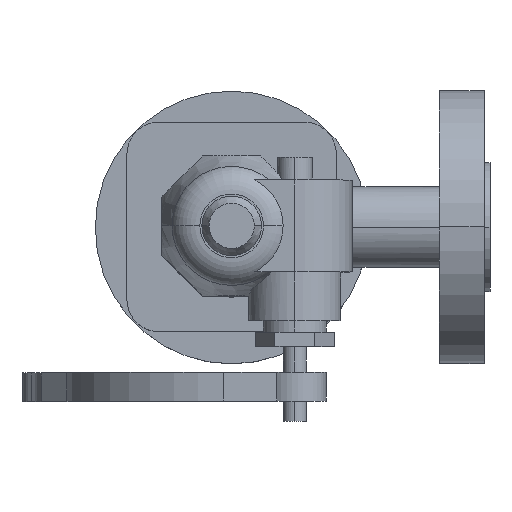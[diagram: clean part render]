
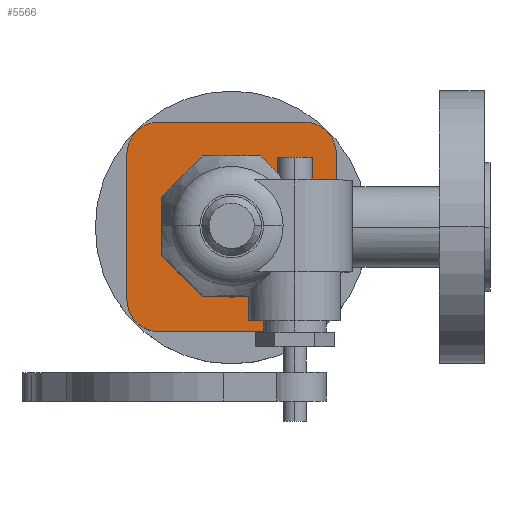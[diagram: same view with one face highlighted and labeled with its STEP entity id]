
A CAD part, top view. The second image highlights one B-rep face of the part: STEP entity #5566.
In plain terms, the highlighted planar face has unit normal (0, 0, 1).
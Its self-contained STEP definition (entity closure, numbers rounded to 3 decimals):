
#5370=CARTESIAN_POINT('',(25.456,36.456,143.73));
#5371=VERTEX_POINT('',#5370);
#5378=CARTESIAN_POINT('',(36.456,25.456,143.73));
#5379=VERTEX_POINT('',#5378);
#5380=CARTESIAN_POINT('',(25.456,25.456,143.73));
#5381=DIRECTION('',(-0.,-0.,1.));
#5382=DIRECTION('',(1.,0.,0.));
#5383=AXIS2_PLACEMENT_3D('',#5380,#5381,#5382);
#5384=CIRCLE('',#5383,11.);
#5385=EDGE_CURVE('',#5379,#5371,#5384,.T.);
#5403=CARTESIAN_POINT('',(36.456,-25.456,143.73));
#5404=VERTEX_POINT('',#5403);
#5405=CARTESIAN_POINT('',(36.456,-25.456,143.73));
#5406=DIRECTION('',(-0.,1.,0.));
#5407=VECTOR('',#5406,50.912);
#5408=LINE('',#5405,#5407);
#5409=EDGE_CURVE('',#5404,#5379,#5408,.T.);
#5427=CARTESIAN_POINT('',(25.456,-36.456,143.73));
#5428=VERTEX_POINT('',#5427);
#5429=CARTESIAN_POINT('',(25.456,-25.456,143.73));
#5430=DIRECTION('',(-0.,-0.,1.));
#5431=DIRECTION('',(0.,-1.,-0.));
#5432=AXIS2_PLACEMENT_3D('',#5429,#5430,#5431);
#5433=CIRCLE('',#5432,11.);
#5434=EDGE_CURVE('',#5428,#5404,#5433,.T.);
#5452=CARTESIAN_POINT('',(-25.456,-36.456,143.73));
#5453=VERTEX_POINT('',#5452);
#5454=CARTESIAN_POINT('',(-25.456,-36.456,143.73));
#5455=DIRECTION('',(1.,-0.,-0.));
#5456=VECTOR('',#5455,50.912);
#5457=LINE('',#5454,#5456);
#5458=EDGE_CURVE('',#5453,#5428,#5457,.T.);
#5476=CARTESIAN_POINT('',(-36.456,-25.456,143.73));
#5477=VERTEX_POINT('',#5476);
#5478=CARTESIAN_POINT('',(-25.456,-25.456,143.73));
#5479=DIRECTION('',(-0.,-0.,1.));
#5480=DIRECTION('',(-1.,0.,0.));
#5481=AXIS2_PLACEMENT_3D('',#5478,#5479,#5480);
#5482=CIRCLE('',#5481,11.);
#5483=EDGE_CURVE('',#5477,#5453,#5482,.T.);
#5500=CARTESIAN_POINT('',(-25.456,36.456,143.73));
#5501=VERTEX_POINT('',#5500);
#5508=CARTESIAN_POINT('',(25.456,36.456,143.73));
#5509=DIRECTION('',(-1.,-0.,-0.));
#5510=VECTOR('',#5509,50.912);
#5511=LINE('',#5508,#5510);
#5512=EDGE_CURVE('',#5371,#5501,#5511,.T.);
#5518=CARTESIAN_POINT('',(36.25,-0.,143.73));
#5519=DIRECTION('',(0.,-0.,1.));
#5520=DIRECTION('',(1.,0.,-0.));
#5521=AXIS2_PLACEMENT_3D('',#5518,#5519,#5520);
#5522=PLANE('',#5521);
#5523=ORIENTED_EDGE('',*,*,#5483,.T.);
#5524=ORIENTED_EDGE('',*,*,#5458,.T.);
#5525=ORIENTED_EDGE('',*,*,#5434,.T.);
#5526=ORIENTED_EDGE('',*,*,#5409,.T.);
#5527=ORIENTED_EDGE('',*,*,#5385,.T.);
#5528=ORIENTED_EDGE('',*,*,#5512,.T.);
#5529=CARTESIAN_POINT('',(-36.456,25.456,143.73));
#5530=VERTEX_POINT('',#5529);
#5531=CARTESIAN_POINT('',(-25.456,25.456,143.73));
#5532=DIRECTION('',(-0.,-0.,1.));
#5533=DIRECTION('',(0.,1.,0.));
#5534=AXIS2_PLACEMENT_3D('',#5531,#5532,#5533);
#5535=CIRCLE('',#5534,11.);
#5536=EDGE_CURVE('',#5501,#5530,#5535,.T.);
#5537=ORIENTED_EDGE('',*,*,#5536,.T.);
#5538=CARTESIAN_POINT('',(-36.456,25.456,143.73));
#5539=DIRECTION('',(0.,-1.,-0.));
#5540=VECTOR('',#5539,50.912);
#5541=LINE('',#5538,#5540);
#5542=EDGE_CURVE('',#5530,#5477,#5541,.T.);
#5543=ORIENTED_EDGE('',*,*,#5542,.T.);
#5544=EDGE_LOOP('',(#5523,#5524,#5525,#5526,#5527,#5528,#5537,#5543));
#5545=FACE_BOUND('',#5544,.T.);
#5546=CARTESIAN_POINT('',(24.5,-0.,143.73));
#5547=VERTEX_POINT('',#5546);
#5548=CARTESIAN_POINT('',(-24.5,-0.,143.73));
#5549=VERTEX_POINT('',#5548);
#5550=CARTESIAN_POINT('',(0.,-0.,143.73));
#5551=DIRECTION('',(-0.,-0.,1.));
#5552=DIRECTION('',(1.,0.,0.));
#5553=AXIS2_PLACEMENT_3D('',#5550,#5551,#5552);
#5554=CIRCLE('',#5553,24.5);
#5555=EDGE_CURVE('',#5547,#5549,#5554,.T.);
#5556=ORIENTED_EDGE('',*,*,#5555,.F.);
#5557=CARTESIAN_POINT('',(0.,-0.,143.73));
#5558=DIRECTION('',(-0.,-0.,1.));
#5559=DIRECTION('',(1.,0.,0.));
#5560=AXIS2_PLACEMENT_3D('',#5557,#5558,#5559);
#5561=CIRCLE('',#5560,24.5);
#5562=EDGE_CURVE('',#5549,#5547,#5561,.T.);
#5563=ORIENTED_EDGE('',*,*,#5562,.F.);
#5564=EDGE_LOOP('',(#5556,#5563));
#5565=FACE_BOUND('',#5564,.T.);
#5566=ADVANCED_FACE('',(#5545,#5565),#5522,.T.);
